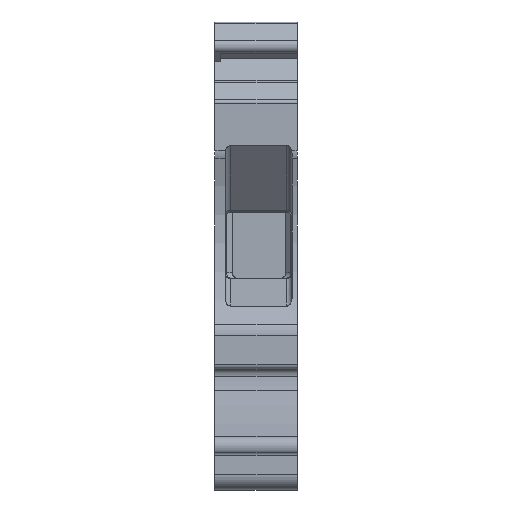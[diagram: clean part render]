
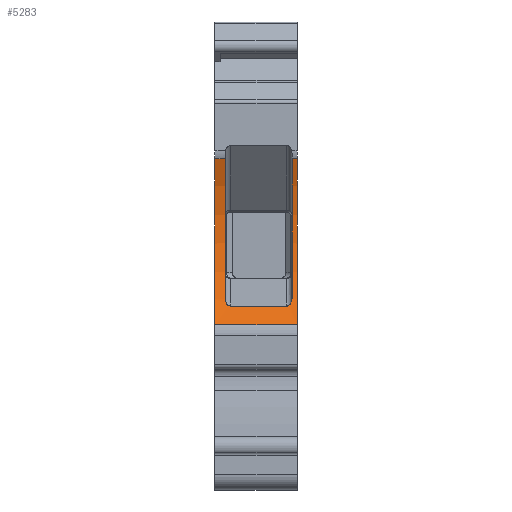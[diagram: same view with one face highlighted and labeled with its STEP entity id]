
A CAD part, left-side view. The second image highlights one B-rep face of the part: STEP entity #5283.
In plain terms, the highlighted cylindrical face has radius 17.875 mm (diameter 35.75 mm), a partial arc.
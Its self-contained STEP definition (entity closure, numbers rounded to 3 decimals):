
#28=B_SPLINE_CURVE_WITH_KNOTS('',3,(#7384,#7385,#7386,#7387,#7388),
 .UNSPECIFIED.,.F.,.F.,(4,1,4),(0.,0.001,
0.001),.UNSPECIFIED.);
#29=B_SPLINE_CURVE_WITH_KNOTS('',3,(#7397,#7398,#7399,#7400,#7401),
 .UNSPECIFIED.,.F.,.F.,(4,1,4),(0.,0.,0.001),
 .UNSPECIFIED.);
#155=CIRCLE('',#5416,17.875);
#176=CIRCLE('',#5486,17.875);
#179=CIRCLE('',#5517,17.875);
#227=CIRCLE('',#5661,17.875);
#330=CYLINDRICAL_SURFACE('',#5670,17.875);
#1330=ORIENTED_EDGE('',*,*,#1681,.T.);
#1331=ORIENTED_EDGE('',*,*,#1566,.F.);
#1332=ORIENTED_EDGE('',*,*,#1855,.T.);
#1333=ORIENTED_EDGE('',*,*,#1948,.T.);
#1334=ORIENTED_EDGE('',*,*,#1858,.T.);
#1335=ORIENTED_EDGE('',*,*,#1733,.T.);
#1336=ORIENTED_EDGE('',*,*,#1694,.T.);
#1337=ORIENTED_EDGE('',*,*,#1692,.T.);
#1338=ORIENTED_EDGE('',*,*,#1689,.T.);
#1339=ORIENTED_EDGE('',*,*,#1684,.T.);
#1566=EDGE_CURVE('',#2123,#2124,#155,.F.);
#1681=EDGE_CURVE('',#2200,#2124,#2486,.F.);
#1684=EDGE_CURVE('',#2201,#2200,#176,.F.);
#1689=EDGE_CURVE('',#2203,#2201,#28,.T.);
#1692=EDGE_CURVE('',#2204,#2203,#2494,.F.);
#1694=EDGE_CURVE('',#2205,#2204,#29,.T.);
#1733=EDGE_CURVE('',#2223,#2205,#179,.T.);
#1855=EDGE_CURVE('',#2123,#2287,#2611,.T.);
#1858=EDGE_CURVE('',#2289,#2223,#2613,.F.);
#1948=EDGE_CURVE('',#2287,#2289,#227,.T.);
#2123=VERTEX_POINT('',#7121);
#2124=VERTEX_POINT('',#7123);
#2200=VERTEX_POINT('',#7372);
#2201=VERTEX_POINT('',#7377);
#2203=VERTEX_POINT('',#7389);
#2204=VERTEX_POINT('',#7394);
#2205=VERTEX_POINT('',#7402);
#2223=VERTEX_POINT('',#7478);
#2287=VERTEX_POINT('',#7722);
#2289=VERTEX_POINT('',#7728);
#2486=LINE('',#7371,#2835);
#2494=LINE('',#7393,#2843);
#2611=LINE('',#7721,#2960);
#2613=LINE('',#7727,#2962);
#2835=VECTOR('',#6165,1000.);
#2843=VECTOR('',#6183,1000.);
#2960=VECTOR('',#6546,1000.);
#2962=VECTOR('',#6552,1000.);
#3259=EDGE_LOOP('',(#1330,#1331,#1332,#1333,#1334,#1335,#1336,#1337,#1338,
#1339));
#3485=FACE_BOUND('',#3259,.T.);
#5283=ADVANCED_FACE('',(#3485),#330,.F.);
#5416=AXIS2_PLACEMENT_3D('',#7122,#5950,#5951);
#5486=AXIS2_PLACEMENT_3D('',#7376,#6171,#6172);
#5517=AXIS2_PLACEMENT_3D('',#7477,#6271,#6272);
#5661=AXIS2_PLACEMENT_3D('',#7900,#6726,#6727);
#5670=AXIS2_PLACEMENT_3D('',#7933,#6760,#6761);
#5950=DIRECTION('',(0.,1.,0.));
#5951=DIRECTION('',(0.,0.,1.));
#6165=DIRECTION('',(0.,-1.,0.));
#6171=DIRECTION('',(0.,1.,0.));
#6172=DIRECTION('',(0.,0.,1.));
#6183=DIRECTION('',(0.,-1.,0.));
#6271=DIRECTION('',(0.,1.,0.));
#6272=DIRECTION('',(0.,0.,1.));
#6546=DIRECTION('',(0.,-1.,0.));
#6552=DIRECTION('',(0.,-1.,0.));
#6726=DIRECTION('',(0.,-1.,0.));
#6727=DIRECTION('',(1.,0.,0.));
#6760=DIRECTION('',(0.,-1.,0.));
#6761=DIRECTION('',(0.,0.,-1.));
#7121=CARTESIAN_POINT('',(-21.185,-2.7,-12.428));
#7122=CARTESIAN_POINT('',(-36.249,-2.7,-2.805));
#7123=CARTESIAN_POINT('',(-19.611,-2.7,3.728));
#7371=CARTESIAN_POINT('',(-19.611,54.355,3.728));
#7372=CARTESIAN_POINT('',(-19.611,-3.7,3.728));
#7376=CARTESIAN_POINT('',(-36.249,-3.7,-2.805));
#7377=CARTESIAN_POINT('',(-19.851,-3.7,-9.918));
#7384=CARTESIAN_POINT('',(-20.171,-4.2,-10.615));
#7385=CARTESIAN_POINT('',(-20.171,-4.03,-10.615));
#7386=CARTESIAN_POINT('',(-20.053,-3.763,-10.374));
#7387=CARTESIAN_POINT('',(-19.917,-3.7,-10.072));
#7388=CARTESIAN_POINT('',(-19.851,-3.7,-9.918));
#7389=CARTESIAN_POINT('',(-20.171,-4.2,-10.615));
#7393=CARTESIAN_POINT('',(-20.171,54.355,-10.615));
#7394=CARTESIAN_POINT('',(-20.171,-9.7,-10.615));
#7397=CARTESIAN_POINT('',(-19.851,-10.2,-9.918));
#7398=CARTESIAN_POINT('',(-19.917,-10.2,-10.073));
#7399=CARTESIAN_POINT('',(-20.053,-10.138,-10.372));
#7400=CARTESIAN_POINT('',(-20.171,-9.87,-10.615));
#7401=CARTESIAN_POINT('',(-20.171,-9.7,-10.615));
#7402=CARTESIAN_POINT('',(-19.851,-10.2,-9.918));
#7477=CARTESIAN_POINT('',(-36.249,-10.2,-2.805));
#7478=CARTESIAN_POINT('',(-19.611,-10.2,3.728));
#7721=CARTESIAN_POINT('',(-21.185,54.355,-12.428));
#7722=CARTESIAN_POINT('',(-21.185,-10.7,-12.428));
#7727=CARTESIAN_POINT('',(-19.611,-10.2,3.728));
#7728=CARTESIAN_POINT('',(-19.611,-10.7,3.728));
#7900=CARTESIAN_POINT('',(-36.249,-10.7,-2.805));
#7933=CARTESIAN_POINT('',(-36.249,54.355,-2.805));
